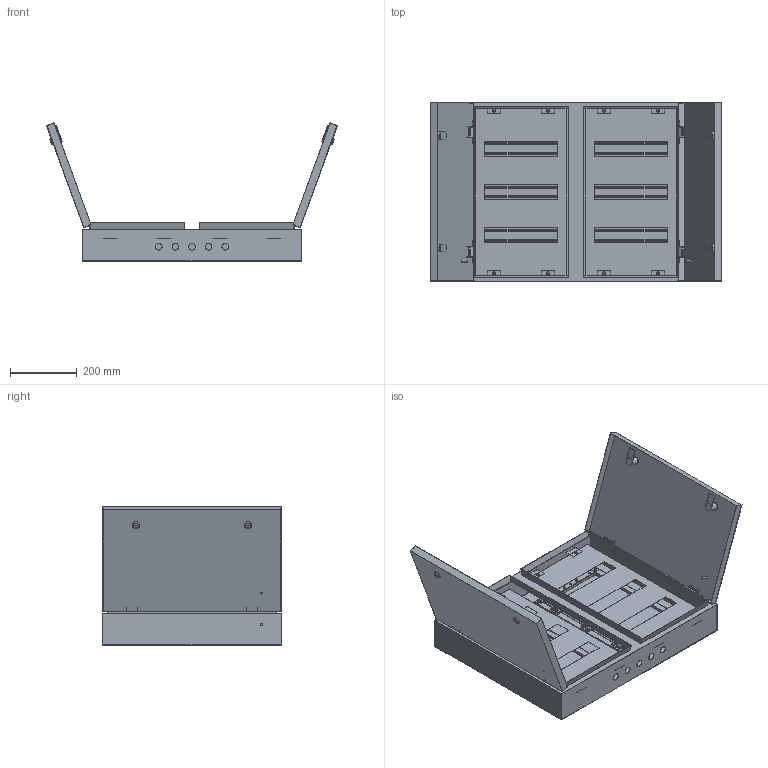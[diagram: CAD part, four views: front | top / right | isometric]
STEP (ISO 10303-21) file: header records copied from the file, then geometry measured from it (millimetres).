
FILE_DESCRIPTION (( 'STEP AP214' ), '1' );
FILE_NAME ('ShRN-72_IP54.STEP', '2021-10-01T11:36:50', ( '' ), ( '' ), 'SwSTEP 2.0', 'SolidWorks 2017', '' );
FILE_SCHEMA (( 'AUTOMOTIVE_DESIGN' ));
Length unit declared in the file: millimetre
Products named in the file (8): Dver_ShRN_54_72 («¥¢ ï); Obolochka_ShRN_IP54_72; ShRN-72_IP54; SC GOST 17473_gost_‚¨­â A.M5x10 ƒŽ‘’ 17473-80; Reika_ustanovochnaya_025.06.02; Panel_36; DIN-Reika_12 ｬｮ､罩･ｩ; Dver_ShRN_54_72
Assembly tree (48 placements, depth 2):
  ShRN-72_IP54
    Obolochka_ShRN_IP54_72
    Dver_ShRN_54_72
    DIN-Reika_12 ｬｮ､罩･ｩ  x6
    SC GOST 17473_gost_‚¨­â A.M5x10 ƒŽ‘’ 17473-80  x33
    Reika_ustanovochnaya_025.06.02  x4
    Panel_36  x2
    Dver_ShRN_54_72 («¥¢ ï)
Bounding box: 874.78 x 540 x 415.25 mm (x, y, z)
Volume: 1529595.3 mm3; surface area: 3106217.8 mm2
Topology: 48 solids, 48 shells, 1154 faces, 2716 edges, 1734 vertices
Faces by surface type: plane 702, cylinder 372, sphere 66, cone 14
Entity records: 17015 total; most frequent: DIRECTION 2925, CARTESIAN_POINT 2831, ORIENTED_EDGE 2722, EDGE_CURVE 1361, AXIS2_PLACEMENT_3D 984, VECTOR 957, LINE 957, VERTEX_POINT 890
